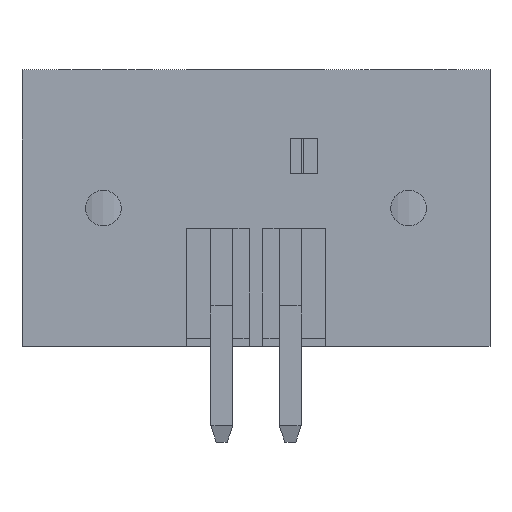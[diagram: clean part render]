
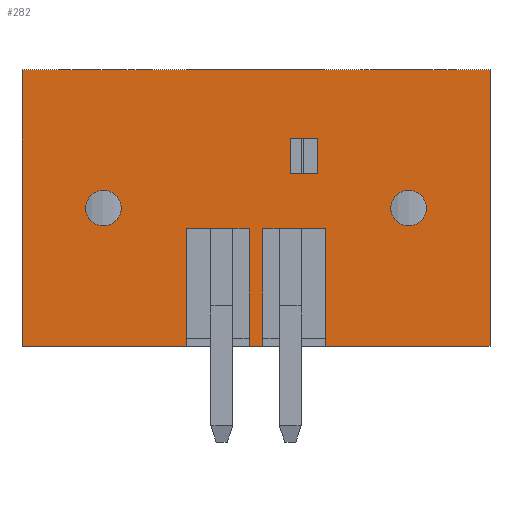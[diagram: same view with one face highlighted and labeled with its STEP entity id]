
A CAD part, front view. The second image highlights one B-rep face of the part: STEP entity #282.
In plain terms, the highlighted planar face has unit normal (0, -1, 0).
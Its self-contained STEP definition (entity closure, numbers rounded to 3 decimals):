
#282 = ADVANCED_FACE( '', ( #678, #679, #680, #681 ), #682, .T. );
#678 = FACE_BOUND( '', #1245, .T. );
#679 = FACE_OUTER_BOUND( '', #1246, .T. );
#680 = FACE_BOUND( '', #1247, .T. );
#681 = FACE_BOUND( '', #1248, .T. );
#682 = PLANE( '', #1249 );
#1245 = EDGE_LOOP( '', ( #1816 ) );
#1246 = EDGE_LOOP( '', ( #1817, #1818, #1819, #1820, #1821, #1822, #1823, #1824, #1825, #1826, #1827, #1828 ) );
#1247 = EDGE_LOOP( '', ( #1829 ) );
#1248 = EDGE_LOOP( '', ( #1830, #1831, #1832, #1833 ) );
#1249 = AXIS2_PLACEMENT_3D( '', #1834, #1835, #1836 );
#1816 = ORIENTED_EDGE( '', *, *, #3399, .T. );
#1817 = ORIENTED_EDGE( '', *, *, #3400, .T. );
#1818 = ORIENTED_EDGE( '', *, *, #3401, .T. );
#1819 = ORIENTED_EDGE( '', *, *, #3402, .F. );
#1820 = ORIENTED_EDGE( '', *, *, #3403, .F. );
#1821 = ORIENTED_EDGE( '', *, *, #3404, .F. );
#1822 = ORIENTED_EDGE( '', *, *, #3405, .T. );
#1823 = ORIENTED_EDGE( '', *, *, #3406, .T. );
#1824 = ORIENTED_EDGE( '', *, *, #3407, .F. );
#1825 = ORIENTED_EDGE( '', *, *, #3408, .F. );
#1826 = ORIENTED_EDGE( '', *, *, #3409, .T. );
#1827 = ORIENTED_EDGE( '', *, *, #3410, .F. );
#1828 = ORIENTED_EDGE( '', *, *, #3411, .F. );
#1829 = ORIENTED_EDGE( '', *, *, #3412, .T. );
#1830 = ORIENTED_EDGE( '', *, *, #3413, .T. );
#1831 = ORIENTED_EDGE( '', *, *, #3414, .T. );
#1832 = ORIENTED_EDGE( '', *, *, #3415, .T. );
#1833 = ORIENTED_EDGE( '', *, *, #3416, .T. );
#1834 = CARTESIAN_POINT( '', ( 3.5, -4.05, -5.05 ) );
#1835 = DIRECTION( '', ( 0., -1., 0. ) );
#1836 = DIRECTION( '', ( 0., 0., -1. ) );
#3399 = EDGE_CURVE( '', #4033, #4033, #4034, .T. );
#3400 = EDGE_CURVE( '', #4035, #4036, #4037, .T. );
#3401 = EDGE_CURVE( '', #4036, #4038, #4039, .F. );
#3402 = EDGE_CURVE( '', #4040, #4038, #4041, .T. );
#3403 = EDGE_CURVE( '', #4042, #4040, #4043, .T. );
#3404 = EDGE_CURVE( '', #4044, #4042, #4045, .T. );
#3405 = EDGE_CURVE( '', #4044, #4046, #4047, .F. );
#3406 = EDGE_CURVE( '', #4046, #4048, #4049, .T. );
#3407 = EDGE_CURVE( '', #4050, #4048, #4051, .T. );
#3408 = EDGE_CURVE( '', #4052, #4050, #4053, .T. );
#3409 = EDGE_CURVE( '', #4052, #4054, #4055, .T. );
#3410 = EDGE_CURVE( '', #4056, #4054, #4057, .T. );
#3411 = EDGE_CURVE( '', #4035, #4056, #4058, .T. );
#3412 = EDGE_CURVE( '', #4059, #4059, #4060, .T. );
#3413 = EDGE_CURVE( '', #4061, #4062, #4063, .T. );
#3414 = EDGE_CURVE( '', #4062, #4064, #4065, .T. );
#3415 = EDGE_CURVE( '', #4064, #4066, #4067, .T. );
#3416 = EDGE_CURVE( '', #4066, #4061, #4068, .T. );
#4033 = VERTEX_POINT( '', #4969 );
#4034 = CIRCLE( '', #4970, 0.65 );
#4035 = VERTEX_POINT( '', #4971 );
#4036 = VERTEX_POINT( '', #4972 );
#4037 = LINE( '', #4973, #4974 );
#4038 = VERTEX_POINT( '', #4975 );
#4039 = LINE( '', #4976, #4977 );
#4040 = VERTEX_POINT( '', #4978 );
#4041 = LINE( '', #4979, #4980 );
#4042 = VERTEX_POINT( '', #4981 );
#4043 = LINE( '', #4982, #4983 );
#4044 = VERTEX_POINT( '', #4984 );
#4045 = LINE( '', #4985, #4986 );
#4046 = VERTEX_POINT( '', #4987 );
#4047 = LINE( '', #4988, #4989 );
#4048 = VERTEX_POINT( '', #4990 );
#4049 = LINE( '', #4991, #4992 );
#4050 = VERTEX_POINT( '', #4993 );
#4051 = LINE( '', #4994, #4995 );
#4052 = VERTEX_POINT( '', #4996 );
#4053 = LINE( '', #4997, #4998 );
#4054 = VERTEX_POINT( '', #4999 );
#4055 = LINE( '', #5000, #5001 );
#4056 = VERTEX_POINT( '', #5002 );
#4057 = LINE( '', #5003, #5004 );
#4058 = LINE( '', #5005, #5006 );
#4059 = VERTEX_POINT( '', #5007 );
#4060 = CIRCLE( '', #5008, 0.65 );
#4061 = VERTEX_POINT( '', #5009 );
#4062 = VERTEX_POINT( '', #5010 );
#4063 = LINE( '', #5011, #5012 );
#4064 = VERTEX_POINT( '', #5013 );
#4065 = LINE( '', #5014, #5015 );
#4066 = VERTEX_POINT( '', #5016 );
#4067 = LINE( '', #5017, #5018 );
#4068 = LINE( '', #5019, #5020 );
#4969 = CARTESIAN_POINT( '', ( -6.225, -4.05, 0. ) );
#4970 = AXIS2_PLACEMENT_3D( '', #6279, #6280, #6281 );
#4971 = CARTESIAN_POINT( '', ( -2.55, -4.05, -5.05 ) );
#4972 = CARTESIAN_POINT( '', ( -2.55, -4.05, -0.75 ) );
#4973 = CARTESIAN_POINT( '', ( -2.55, -4.05, -5.05 ) );
#4974 = VECTOR( '', #6282, 1000. );
#4975 = CARTESIAN_POINT( '', ( -0.25, -4.05, -0.75 ) );
#4976 = CARTESIAN_POINT( '', ( -0.25, -4.05, -0.75 ) );
#4977 = VECTOR( '', #6283, 1000. );
#4978 = CARTESIAN_POINT( '', ( -0.25, -4.05, -5.05 ) );
#4979 = CARTESIAN_POINT( '', ( -0.25, -4.05, -5.05 ) );
#4980 = VECTOR( '', #6284, 1000. );
#4981 = CARTESIAN_POINT( '', ( 0.25, -4.05, -5.05 ) );
#4982 = CARTESIAN_POINT( '', ( 3.5, -4.05, -5.05 ) );
#4983 = VECTOR( '', #6285, 1000. );
#4984 = CARTESIAN_POINT( '', ( 0.25, -4.05, -0.75 ) );
#4985 = CARTESIAN_POINT( '', ( 0.25, -4.05, -0.75 ) );
#4986 = VECTOR( '', #6286, 1000. );
#4987 = CARTESIAN_POINT( '', ( 2.55, -4.05, -0.75 ) );
#4988 = CARTESIAN_POINT( '', ( 1.65, -4.05, -0.75 ) );
#4989 = VECTOR( '', #6287, 1000. );
#4990 = CARTESIAN_POINT( '', ( 2.55, -4.05, -5.05 ) );
#4991 = CARTESIAN_POINT( '', ( 2.55, -4.05, -0.75 ) );
#4992 = VECTOR( '', #6288, 1000. );
#4993 = CARTESIAN_POINT( '', ( 8.55, -4.05, -5.05 ) );
#4994 = CARTESIAN_POINT( '', ( 3.5, -4.05, -5.05 ) );
#4995 = VECTOR( '', #6289, 1000. );
#4996 = CARTESIAN_POINT( '', ( 8.55, -4.05, 5.05 ) );
#4997 = CARTESIAN_POINT( '', ( 8.55, -4.05, 5.05 ) );
#4998 = VECTOR( '', #6290, 1000. );
#4999 = CARTESIAN_POINT( '', ( -8.55, -4.05, 5.05 ) );
#5000 = CARTESIAN_POINT( '', ( 3.5, -4.05, 5.05 ) );
#5001 = VECTOR( '', #6291, 1000. );
#5002 = CARTESIAN_POINT( '', ( -8.55, -4.05, -5.05 ) );
#5003 = CARTESIAN_POINT( '', ( -8.55, -4.05, -5.05 ) );
#5004 = VECTOR( '', #6292, 1000. );
#5005 = CARTESIAN_POINT( '', ( 3.5, -4.05, -5.05 ) );
#5006 = VECTOR( '', #6293, 1000. );
#5007 = CARTESIAN_POINT( '', ( 6.225, -4.05, 0. ) );
#5008 = AXIS2_PLACEMENT_3D( '', #6294, #6295, #6296 );
#5009 = CARTESIAN_POINT( '', ( 1.25, -4.05, 2.55 ) );
#5010 = CARTESIAN_POINT( '', ( 2.25, -4.05, 2.55 ) );
#5011 = CARTESIAN_POINT( '', ( 1.25, -4.05, 2.55 ) );
#5012 = VECTOR( '', #6297, 1000. );
#5013 = CARTESIAN_POINT( '', ( 2.25, -4.05, 1.25 ) );
#5014 = CARTESIAN_POINT( '', ( 2.25, -4.05, 2.55 ) );
#5015 = VECTOR( '', #6298, 1000. );
#5016 = CARTESIAN_POINT( '', ( 1.25, -4.05, 1.25 ) );
#5017 = CARTESIAN_POINT( '', ( 2.25, -4.05, 1.25 ) );
#5018 = VECTOR( '', #6299, 1000. );
#5019 = CARTESIAN_POINT( '', ( 1.25, -4.05, 1.25 ) );
#5020 = VECTOR( '', #6300, 1000. );
#6279 = CARTESIAN_POINT( '', ( -5.575, -4.05, 0. ) );
#6280 = DIRECTION( '', ( 0., 1., 0. ) );
#6281 = DIRECTION( '', ( -1., 0., 0. ) );
#6282 = DIRECTION( '', ( 0., 0., 1. ) );
#6283 = DIRECTION( '', ( -1., 0., 0. ) );
#6284 = DIRECTION( '', ( 0., 0., 1. ) );
#6285 = DIRECTION( '', ( -1., 0., 0. ) );
#6286 = DIRECTION( '', ( 0., 0., -1. ) );
#6287 = DIRECTION( '', ( -1., 0., 0. ) );
#6288 = DIRECTION( '', ( 0., 0., -1. ) );
#6289 = DIRECTION( '', ( -1., 0., 0. ) );
#6290 = DIRECTION( '', ( 0., 0., -1. ) );
#6291 = DIRECTION( '', ( -1., 0., 0. ) );
#6292 = DIRECTION( '', ( 0., 0., 1. ) );
#6293 = DIRECTION( '', ( -1., 0., 0. ) );
#6294 = CARTESIAN_POINT( '', ( 5.575, -4.05, 0. ) );
#6295 = DIRECTION( '', ( 0., 1., 0. ) );
#6296 = DIRECTION( '', ( 1., 0., 0. ) );
#6297 = DIRECTION( '', ( 1., 0., 0. ) );
#6298 = DIRECTION( '', ( 0., 0., -1. ) );
#6299 = DIRECTION( '', ( -1., 0., 0. ) );
#6300 = DIRECTION( '', ( 0., 0., 1. ) );
